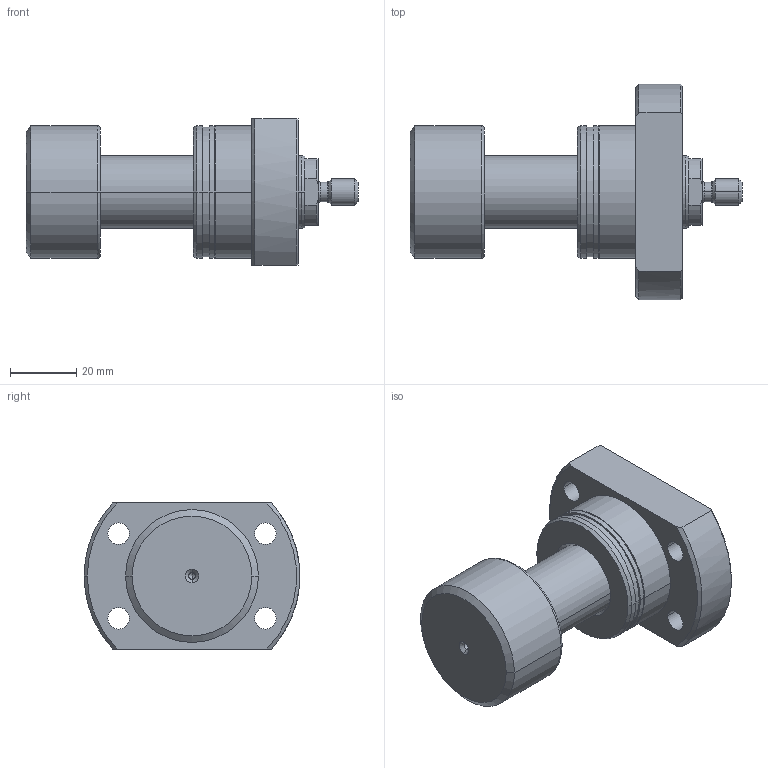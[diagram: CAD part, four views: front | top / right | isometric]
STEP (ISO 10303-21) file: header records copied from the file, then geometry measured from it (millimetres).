
FILE_DESCRIPTION (( 'STEP AP203' ), '1' );
FILE_NAME ('7ca1.STEP', '2020-10-09T00:22:26', ( '' ), ( '' ), 'SwSTEP 2.0', 'SolidWorks 2019', '' );
FILE_SCHEMA (( 'CONFIG_CONTROL_DESIGN' ));
Length unit declared in the file: millimetre
Products named in the file (4): V400CL_VC_X 9d20c2fe8095feae33ed4a3a2fd707a3; MM 9d20c2fe8095feae33ed4a3a2fd707a3; 7ca1; V400CL_PC_Y 9d20c2fe8095feae33ed4a3a2fd707a3
Assembly tree (3 placements, depth 2):
  7ca1
    V400CL_VC_X 9d20c2fe8095feae33ed4a3a2fd707a3
    V400CL_PC_Y 9d20c2fe8095feae33ed4a3a2fd707a3
    MM 9d20c2fe8095feae33ed4a3a2fd707a3
Bounding box: 100 x 65 x 44 mm (x, y, z)
Volume: 95537 mm3; surface area: 23238.6 mm2
Topology: 3 solids, 3 shells, 117 faces, 258 edges, 157 vertices
Faces by surface type: cylinder 51, cone 32, plane 28, torus 6
Entity records: 3667 total; most frequent: DIRECTION 629, CARTESIAN_POINT 582, ORIENTED_EDGE 508, AXIS2_PLACEMENT_3D 268, EDGE_CURVE 254, VERTEX_POINT 157, CIRCLE 145, EDGE_LOOP 141
